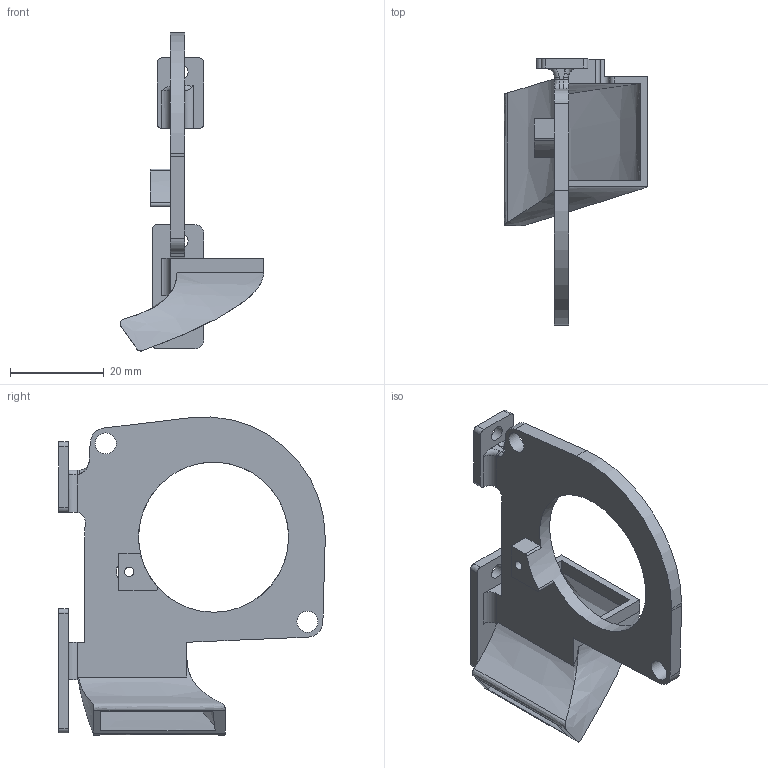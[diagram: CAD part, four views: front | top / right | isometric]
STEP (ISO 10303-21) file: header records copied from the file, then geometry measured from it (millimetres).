
FILE_DESCRIPTION(/* description */ (''),/* implementation_level */ '2;1');
FILE_NAME(/* name */ 'right duct.step',/* time_stamp */ '2021-11-10T13:36:33+08:00',/* author */ (''),/* organization */ (''),/* preprocessor_version */ 'ST-DEVELOPER v18.1',/* originating_system */ 'Autodesk Translation Framework v10.10.0.1391',/* authorisation */ '');
FILE_SCHEMA (('AUTOMOTIVE_DESIGN { 1 0 10303 214 3 1 1 }'));
Length unit declared in the file: millimetre
Products named in the file (1): right duct
Bounding box: 30.61 x 56.8 x 67.8 mm (x, y, z)
Volume: 8550.8 mm3; surface area: 8967.7 mm2
Topology: 1 solids, 1 shells, 91 faces, 259 edges, 168 vertices
Faces by surface type: plane 39, cylinder 36, bspline 14, torus 2
Full cylindrical faces by diameter (mm): 2 x1, 3.2 x3, 4.5 x2, 5.5 x1, 32 x1
Entity records: 3703 total; most frequent: CARTESIAN_POINT 1320, ORIENTED_EDGE 518, DIRECTION 452, EDGE_CURVE 259, VERTEX_POINT 168, AXIS2_PLACEMENT_3D 158, LINE 136, VECTOR 136
